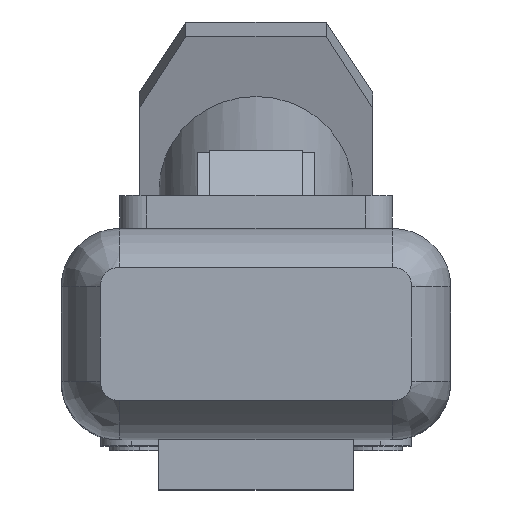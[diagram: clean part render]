
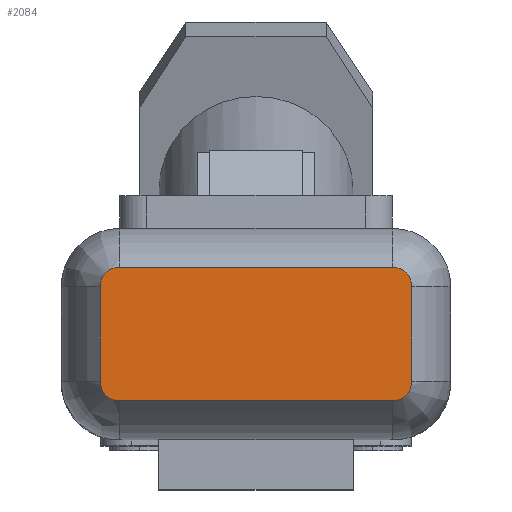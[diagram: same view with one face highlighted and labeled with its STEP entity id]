
A CAD part, top view. The second image highlights one B-rep face of the part: STEP entity #2084.
In plain terms, the highlighted planar face has unit normal (0, 0, 1).
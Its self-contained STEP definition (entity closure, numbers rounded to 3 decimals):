
#1341=CARTESIAN_POINT('POINT234',(32.2,-15.775,
   0.));
#1342=VERTEX_POINT('VERTEX234',#1341);
#1350=CARTESIAN_POINT('POINT235',(-32.2,-15.775,
   0.));
#1351=VERTEX_POINT('VERTEX235',#1350);
#1352=CARTESIAN_POINT('POS325',(32.2,-15.775,
   0.));
#1353=DIRECTION('DIR484',(-1.,0.,0.));
#1354=VECTOR('VEC166',#1353,25.4);
#1355=LINE('STRAIGHT166',#1352,#1354);
#1356=EDGE_CURVE('EDGE334',#1342,#1351,#1355,.T.);
#2018=CARTESIAN_POINT('POINT268',(-36.8,-11.175,
   0.));
#2019=VERTEX_POINT('VERTEX268',#2018);
#2020=CARTESIAN_POINT('POS401',(-32.2,-11.175,
   0.));
#2021=DIRECTION('DIR595',(0.,0.,-1.));
#2022=DIRECTION('DIR596',(0.,-1.,0.));
#2023=AXIS2_PLACEMENT_3D('AXIS195',#2020,#2021,#2022);
#2024=CIRCLE('ELLIPSE91',#2023,4.6);
#2025=EDGE_CURVE('EDGE395',#1351,#2019,#2024,.T.);
#2026=ORIENTED_EDGE('COEDGE706',*,*,#2025,.F.);
#2027=ORIENTED_EDGE('COEDGE707',*,*,#1356,.F.);
#2028=CARTESIAN_POINT('POINT269',(36.8,-11.175,
   0.));
#2029=VERTEX_POINT('VERTEX269',#2028);
#2030=CARTESIAN_POINT('POS402',(32.2,-11.175,
   0.));
#2031=DIRECTION('DIR597',(0.,0.,-1.));
#2032=DIRECTION('DIR598',(1.,0.,0.));
#2033=AXIS2_PLACEMENT_3D('AXIS196',#2030,#2031,#2032);
#2034=CIRCLE('ELLIPSE92',#2033,4.6);
#2035=EDGE_CURVE('EDGE396',#2029,#1342,#2034,.T.);
#2036=ORIENTED_EDGE('COEDGE708',*,*,#2035,.F.);
#2037=CARTESIAN_POINT('POINT270',(36.8,11.175,
   0.));
#2038=VERTEX_POINT('VERTEX270',#2037);
#2039=CARTESIAN_POINT('POS403',(36.8,11.175,
   0.));
#2040=DIRECTION('DIR599',(0.,-1.,0.));
#2041=VECTOR('VEC207',#2040,25.4);
#2042=LINE('STRAIGHT207',#2039,#2041);
#2043=EDGE_CURVE('EDGE397',#2038,#2029,#2042,.T.);
#2044=ORIENTED_EDGE('COEDGE709',*,*,#2043,.F.);
#2045=CARTESIAN_POINT('POINT271',(32.2,15.775,
   0.));
#2046=VERTEX_POINT('VERTEX271',#2045);
#2047=CARTESIAN_POINT('POS404',(32.2,11.175,
   0.));
#2048=DIRECTION('DIR600',(0.,0.,-1.));
#2049=DIRECTION('DIR601',(0.,1.,0.));
#2050=AXIS2_PLACEMENT_3D('AXIS197',#2047,#2048,#2049);
#2051=CIRCLE('ELLIPSE93',#2050,4.6);
#2052=EDGE_CURVE('EDGE398',#2046,#2038,#2051,.T.);
#2053=ORIENTED_EDGE('COEDGE710',*,*,#2052,.F.);
#2054=CARTESIAN_POINT('POINT272',(-32.2,15.775,
   0.));
#2055=VERTEX_POINT('VERTEX272',#2054);
#2056=CARTESIAN_POINT('POS405',(-32.2,15.775,
   0.));
#2057=DIRECTION('DIR602',(1.,0.,0.));
#2058=VECTOR('VEC208',#2057,25.4);
#2059=LINE('STRAIGHT208',#2056,#2058);
#2060=EDGE_CURVE('EDGE399',#2055,#2046,#2059,.T.);
#2061=ORIENTED_EDGE('COEDGE711',*,*,#2060,.F.);
#2062=CARTESIAN_POINT('POINT273',(-36.8,11.175,
   0.));
#2063=VERTEX_POINT('VERTEX273',#2062);
#2064=CARTESIAN_POINT('POS406',(-32.2,11.175,
   0.));
#2065=DIRECTION('DIR603',(0.,0.,-1.));
#2066=DIRECTION('DIR604',(-1.,0.,0.));
#2067=AXIS2_PLACEMENT_3D('AXIS198',#2064,#2065,#2066);
#2068=CIRCLE('ELLIPSE94',#2067,4.6);
#2069=EDGE_CURVE('EDGE400',#2063,#2055,#2068,.T.);
#2070=ORIENTED_EDGE('COEDGE712',*,*,#2069,.F.);
#2071=CARTESIAN_POINT('POS407',(-36.8,-11.175,
   0.));
#2072=DIRECTION('DIR605',(0.,1.,
   0.));
#2073=VECTOR('VEC209',#2072,25.4);
#2074=LINE('STRAIGHT209',#2071,#2073);
#2075=EDGE_CURVE('EDGE401',#2019,#2063,#2074,.T.);
#2076=ORIENTED_EDGE('COEDGE713',*,*,#2075,.F.);
#2077=EDGE_LOOP('NONE',(#2026,#2027,#2036,#2044,#2053,#2061,#2070,#2076)
   );
#2078=FACE_BOUND('LOOP1',#2077,.T.);
#2079=CARTESIAN_POINT('POS408',(-32.2,-13.475,
   0.));
#2080=DIRECTION('DIR606',(0.,0.,1.));
#2081=DIRECTION('DIR607',(1.,0.,0.));
#2082=AXIS2_PLACEMENT_3D('AXIS199',#2079,#2080,#2081);
#2083=PLANE('PLANE66',#2082);
#2084=ADVANCED_FACE('FACE156',(#2078),#2083,.T.);
